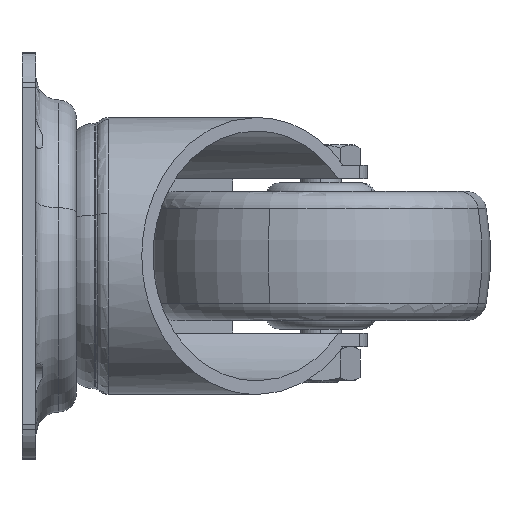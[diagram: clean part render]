
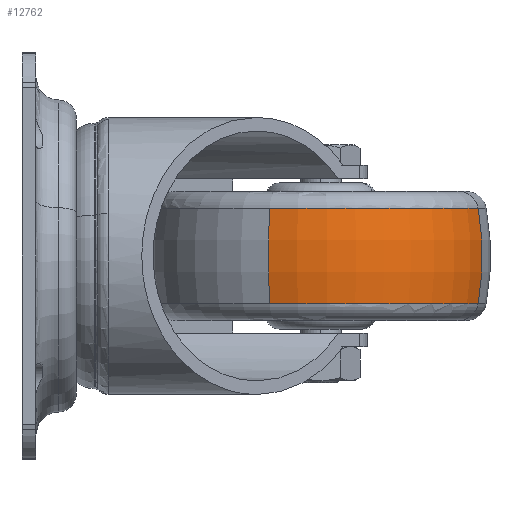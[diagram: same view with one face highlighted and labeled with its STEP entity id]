
A CAD part, left-side view. The second image highlights one B-rep face of the part: STEP entity #12762.
In plain terms, the highlighted toroidal (fillet/blend) face has major radius 15 mm and minor radius 40 mm.
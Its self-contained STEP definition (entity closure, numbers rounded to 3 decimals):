
#1255 = CARTESIAN_POINT ( 'NONE',  ( 16.467, -67.185, -7.027 ) ) ;
#1263 = ORIENTED_EDGE ( 'NONE', *, *, #4167, .T. ) ;
#1273 = VERTEX_POINT ( 'NONE', #1255 ) ;
#1307 = EDGE_CURVE ( 'NONE', #1273, #6517, #7786, .T. ) ;
#1455 = DIRECTION ( 'NONE',  ( -0.309, -0.951, 0. ) ) ;
#1804 = AXIS2_PLACEMENT_3D ( 'NONE', #2904, #4062, #6057 ) ;
#2155 = AXIS2_PLACEMENT_3D ( 'NONE', #9922, #4948, #5820 ) ;
#2202 = VERTEX_POINT ( 'NONE', #10731 ) ;
#2250 = DIRECTION ( 'NONE',  ( -0.951, 0.309, 0. ) ) ;
#2429 = EDGE_CURVE ( 'NONE', #1273, #2202, #11606, .T. ) ;
#2602 = FACE_OUTER_BOUND ( 'NONE', #3097, .T. ) ;
#2904 = CARTESIAN_POINT ( 'NONE',  ( 24., -44., 7.027 ) ) ;
#3097 = EDGE_LOOP ( 'NONE', ( #1263, #7896, #6354, #9365 ) ) ;
#4062 = DIRECTION ( 'NONE',  ( 0., 0., -1. ) ) ;
#4167 = EDGE_CURVE ( 'NONE', #2202, #11911, #7675, .T. ) ;
#4389 = CARTESIAN_POINT ( 'NONE',  ( 28.635, -29.734, 0. ) ) ;
#4948 = DIRECTION ( 'NONE',  ( 0., 0., -1. ) ) ;
#5439 = CARTESIAN_POINT ( 'NONE',  ( 0.815, -36.467, -7.027 ) ) ;
#5820 = DIRECTION ( 'NONE',  ( 0.951, -0.309, 0. ) ) ;
#5828 = EDGE_CURVE ( 'NONE', #11911, #6517, #9012, .T. ) ;
#6057 = DIRECTION ( 'NONE',  ( -0.309, -0.951, 0. ) ) ;
#6354 = ORIENTED_EDGE ( 'NONE', *, *, #1307, .F. ) ;
#6517 = VERTEX_POINT ( 'NONE', #5439 ) ;
#7391 = AXIS2_PLACEMENT_3D ( 'NONE', #4389, #2250, #10345 ) ;
#7470 = CARTESIAN_POINT ( 'NONE',  ( 0.815, -36.467, 7.027 ) ) ;
#7675 = CIRCLE ( 'NONE', #1804, 24.378 ) ;
#7786 = CIRCLE ( 'NONE', #10711, 24.378 ) ;
#7896 = ORIENTED_EDGE ( 'NONE', *, *, #5828, .T. ) ;
#8895 = DIRECTION ( 'NONE',  ( 0.951, -0.309, 0. ) ) ;
#9012 = CIRCLE ( 'NONE', #11765, 40. ) ;
#9131 = CARTESIAN_POINT ( 'NONE',  ( 38.266, -48.635, 0. ) ) ;
#9285 = TOROIDAL_SURFACE ( 'NONE', #2155, -15., 40. ) ;
#9365 = ORIENTED_EDGE ( 'NONE', *, *, #2429, .T. ) ;
#9922 = CARTESIAN_POINT ( 'NONE',  ( 24., -44., 0. ) ) ;
#10345 = DIRECTION ( 'NONE',  ( -0.304, -0.936, -0.176 ) ) ;
#10460 = CARTESIAN_POINT ( 'NONE',  ( 24., -44., -7.027 ) ) ;
#10711 = AXIS2_PLACEMENT_3D ( 'NONE', #10460, #12598, #1455 ) ;
#10731 = CARTESIAN_POINT ( 'NONE',  ( 16.467, -67.185, 7.027 ) ) ;
#11308 = DIRECTION ( 'NONE',  ( -0.309, -0.951, 0. ) ) ;
#11606 = CIRCLE ( 'NONE', #7391, 40. ) ;
#11765 = AXIS2_PLACEMENT_3D ( 'NONE', #9131, #11308, #8895 ) ;
#11911 = VERTEX_POINT ( 'NONE', #7470 ) ;
#12598 = DIRECTION ( 'NONE',  ( 0., 0., -1. ) ) ;
#12762 = ADVANCED_FACE ( 'NONE', ( #2602 ), #9285, .T. ) ;
